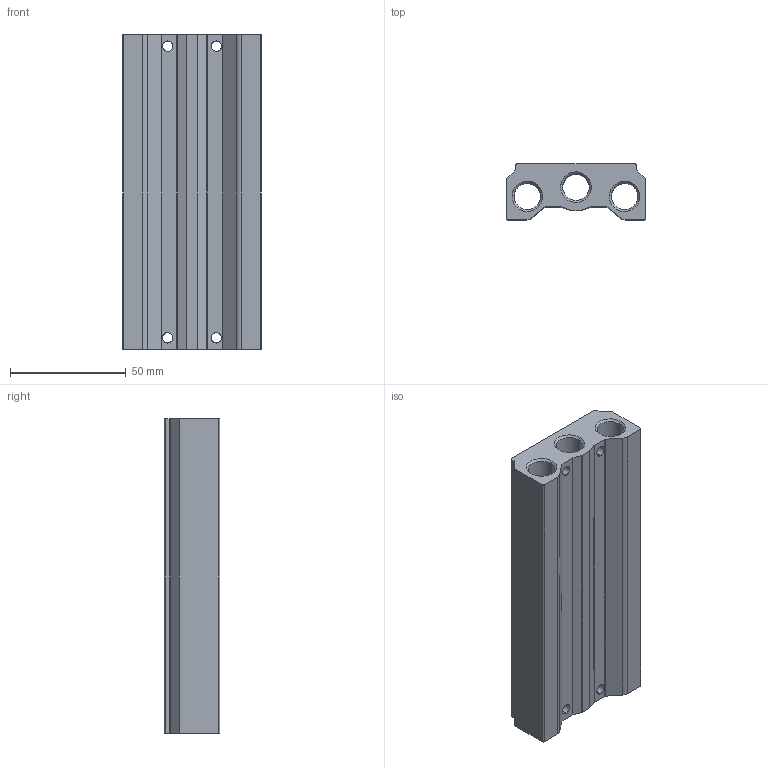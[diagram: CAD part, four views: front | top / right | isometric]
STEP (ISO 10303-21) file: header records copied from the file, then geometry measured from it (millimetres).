
FILE_DESCRIPTION(('CATIA V5 STEP Exchange'),'2;1');
FILE_NAME('200M5F.stp','2022-01-19T09:09:04+00:00',('none'),('none'),'CATIA Version 5 Release 21 GA (IN-10)','CATIA V5 STEP AP203','none');
FILE_SCHEMA(('CONFIG_CONTROL_DESIGN'));
Length unit declared in the file: millimetre
Products named in the file (1): 200M5F
Bounding box: 60 x 24 x 136 mm (x, y, z)
Volume: 119136.8 mm3; surface area: 41699.9 mm2
Topology: 1 solids, 1 shells, 158 faces, 436 edges, 270 vertices
Faces by surface type: cylinder 78, cone 52, plane 28
Entity records: 6224 total; most frequent: CARTESIAN_POINT 2471, ORIENTED_EDGE 832, DIRECTION 594, EDGE_CURVE 416, VERTEX_POINT 270, AXIS2_PLACEMENT_3D 249, EDGE_LOOP 212, VECTOR 188
